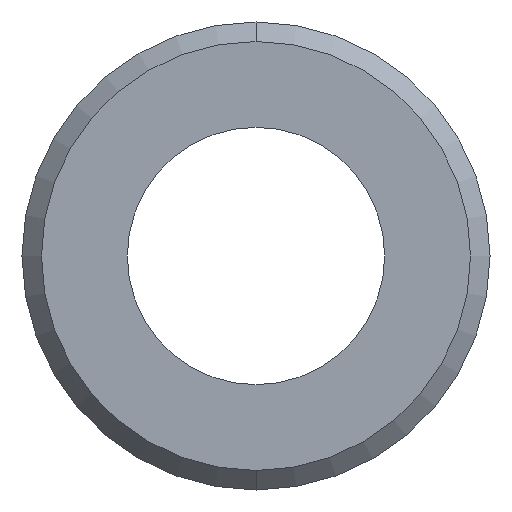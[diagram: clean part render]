
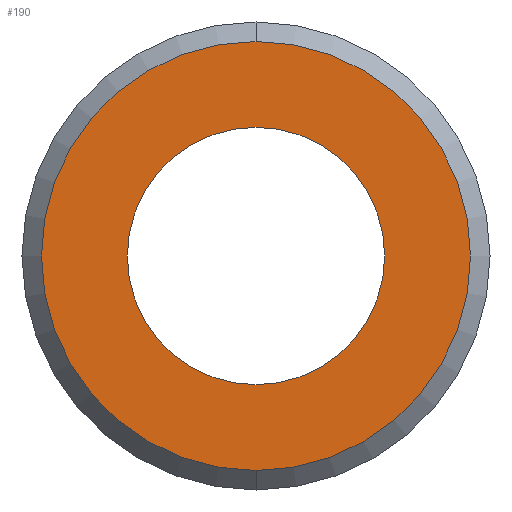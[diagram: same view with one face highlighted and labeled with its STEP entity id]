
A CAD part, front view. The second image highlights one B-rep face of the part: STEP entity #190.
In plain terms, the highlighted planar face has unit normal (0, -1, 0).
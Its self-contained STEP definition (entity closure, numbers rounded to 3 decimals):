
#4 = CARTESIAN_POINT ( 'NONE',  ( 0., 0., 0. ) ) ;
#16 = VERTEX_POINT ( 'NONE', #121 ) ;
#34 = VERTEX_POINT ( 'NONE', #185 ) ;
#60 = CIRCLE ( 'NONE', #265, 2.75 ) ;
#66 = VERTEX_POINT ( 'NONE', #268 ) ;
#68 = AXIS2_PLACEMENT_3D ( 'NONE', #344, #100, #322 ) ;
#69 = FACE_OUTER_BOUND ( 'NONE', #285, .T. ) ;
#71 = DIRECTION ( 'NONE',  ( 0., 1., 0. ) ) ;
#87 = ORIENTED_EDGE ( 'NONE', *, *, #173, .T. ) ;
#92 = ORIENTED_EDGE ( 'NONE', *, *, #203, .T. ) ;
#100 = DIRECTION ( 'NONE',  ( 0., 1., 0. ) ) ;
#106 = DIRECTION ( 'NONE',  ( 0., 0., 1. ) ) ;
#109 = DIRECTION ( 'NONE',  ( 0., 0., 1. ) ) ;
#121 = CARTESIAN_POINT ( 'NONE',  ( 0., 0., -1.65 ) ) ;
#123 = PLANE ( 'NONE',  #153 ) ;
#125 = FACE_BOUND ( 'NONE', #339, .T. ) ;
#126 = AXIS2_PLACEMENT_3D ( 'NONE', #328, #271, #109 ) ;
#153 = AXIS2_PLACEMENT_3D ( 'NONE', #319, #235, #209 ) ;
#173 = EDGE_CURVE ( 'NONE', #316, #16, #193, .T. ) ;
#185 = CARTESIAN_POINT ( 'NONE',  ( 0., 0., 2.75 ) ) ;
#190 = ADVANCED_FACE ( 'NONE', ( #69, #125 ), #123, .F. ) ;
#193 = CIRCLE ( 'NONE', #257, 1.65 ) ;
#194 = CARTESIAN_POINT ( 'NONE',  ( 0., 0., 1.65 ) ) ;
#203 = EDGE_CURVE ( 'NONE', #16, #316, #331, .T. ) ;
#209 = DIRECTION ( 'NONE',  ( 0., 0., 1. ) ) ;
#212 = CARTESIAN_POINT ( 'NONE',  ( 0., 0., 0. ) ) ;
#215 = DIRECTION ( 'NONE',  ( 0., -1., 0. ) ) ;
#235 = DIRECTION ( 'NONE',  ( 0., 1., 0. ) ) ;
#250 = ORIENTED_EDGE ( 'NONE', *, *, #253, .T. ) ;
#253 = EDGE_CURVE ( 'NONE', #66, #34, #283, .T. ) ;
#255 = ORIENTED_EDGE ( 'NONE', *, *, #334, .T. ) ;
#257 = AXIS2_PLACEMENT_3D ( 'NONE', #212, #71, #263 ) ;
#263 = DIRECTION ( 'NONE',  ( 0., 0., 1. ) ) ;
#265 = AXIS2_PLACEMENT_3D ( 'NONE', #4, #215, #106 ) ;
#268 = CARTESIAN_POINT ( 'NONE',  ( 0., 0., -2.75 ) ) ;
#271 = DIRECTION ( 'NONE',  ( 0., -1., 0. ) ) ;
#283 = CIRCLE ( 'NONE', #126, 2.75 ) ;
#285 = EDGE_LOOP ( 'NONE', ( #255, #250 ) ) ;
#316 = VERTEX_POINT ( 'NONE', #194 ) ;
#319 = CARTESIAN_POINT ( 'NONE',  ( 0., 0., 0. ) ) ;
#322 = DIRECTION ( 'NONE',  ( 0., 0., 1. ) ) ;
#328 = CARTESIAN_POINT ( 'NONE',  ( 0., 0., 0. ) ) ;
#331 = CIRCLE ( 'NONE', #68, 1.65 ) ;
#334 = EDGE_CURVE ( 'NONE', #34, #66, #60, .T. ) ;
#339 = EDGE_LOOP ( 'NONE', ( #92, #87 ) ) ;
#344 = CARTESIAN_POINT ( 'NONE',  ( 0., 0., 0. ) ) ;
